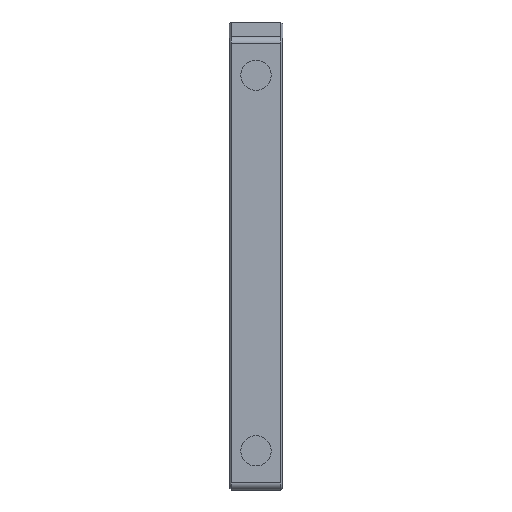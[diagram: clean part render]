
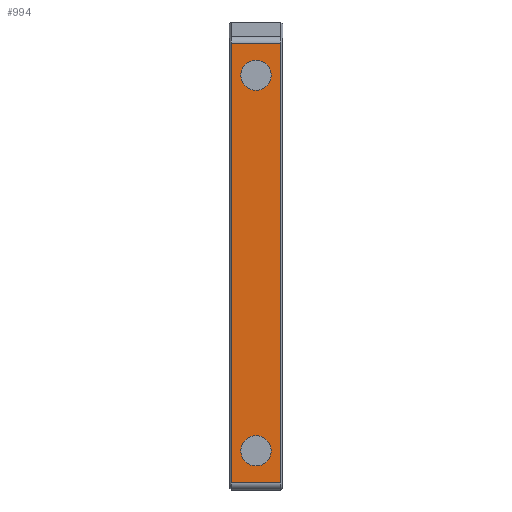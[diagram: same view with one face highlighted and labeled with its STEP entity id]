
A CAD part, front view. The second image highlights one B-rep face of the part: STEP entity #994.
In plain terms, the highlighted planar face has unit normal (0, -1, 0).
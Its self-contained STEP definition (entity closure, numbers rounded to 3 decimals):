
#49 = ORIENTED_EDGE ( 'NONE', *, *, #933, .T. ) ;
#61 = LINE ( 'NONE', #1588, #829 ) ;
#126 = VERTEX_POINT ( 'NONE', #1661 ) ;
#130 = DIRECTION ( 'NONE',  ( 0., -1., 0. ) ) ;
#150 = CARTESIAN_POINT ( 'NONE',  ( 14.5, 0., -27.144 ) ) ;
#153 = EDGE_CURVE ( 'NONE', #1440, #942, #1350, .T. ) ;
#228 = DIRECTION ( 'NONE',  ( 0., -1., 0. ) ) ;
#232 = CARTESIAN_POINT ( 'NONE',  ( 0.5, 0., 96.301 ) ) ;
#241 = DIRECTION ( 'NONE',  ( 0., -1., 0. ) ) ;
#252 = DIRECTION ( 'NONE',  ( 0., 1., 0. ) ) ;
#287 = VERTEX_POINT ( 'NONE', #1749 ) ;
#289 = ORIENTED_EDGE ( 'NONE', *, *, #1282, .T. ) ;
#403 = ORIENTED_EDGE ( 'NONE', *, *, #1343, .T. ) ;
#409 = CIRCLE ( 'NONE', #513, 4.25 ) ;
#418 = FACE_BOUND ( 'NONE', #732, .T. ) ;
#427 = CARTESIAN_POINT ( 'NONE',  ( 7.5, 0., 91.551 ) ) ;
#441 = EDGE_CURVE ( 'NONE', #1428, #999, #1852, .T. ) ;
#481 = CARTESIAN_POINT ( 'NONE',  ( 7.5, 0., -18.144 ) ) ;
#504 = CIRCLE ( 'NONE', #996, 4.25 ) ;
#513 = AXIS2_PLACEMENT_3D ( 'NONE', #1754, #241, #2098 ) ;
#531 = ORIENTED_EDGE ( 'NONE', *, *, #441, .F. ) ;
#706 = ORIENTED_EDGE ( 'NONE', *, *, #153, .F. ) ;
#729 = VERTEX_POINT ( 'NONE', #232 ) ;
#732 = EDGE_LOOP ( 'NONE', ( #531, #1637 ) ) ;
#737 = DIRECTION ( 'NONE',  ( 0., 0., -1. ) ) ;
#747 = DIRECTION ( 'NONE',  ( 0., 0., -1. ) ) ;
#773 = CARTESIAN_POINT ( 'NONE',  ( 7.5, 0., -22.394 ) ) ;
#780 = CARTESIAN_POINT ( 'NONE',  ( 7.5, 0., 87.301 ) ) ;
#829 = VECTOR ( 'NONE', #1764, 1000. ) ;
#903 = LINE ( 'NONE', #1577, #1747 ) ;
#924 = PLANE ( 'NONE',  #1427 ) ;
#933 = EDGE_CURVE ( 'NONE', #729, #287, #903, .T. ) ;
#942 = VERTEX_POINT ( 'NONE', #773 ) ;
#964 = EDGE_CURVE ( 'NONE', #999, #1428, #409, .T. ) ;
#975 = DIRECTION ( 'NONE',  ( 0., 0., -1. ) ) ;
#994 = ADVANCED_FACE ( 'NONE', ( #418, #1084, #1270 ), #924, .F. ) ;
#996 = AXIS2_PLACEMENT_3D ( 'NONE', #1755, #228, #747 ) ;
#999 = VERTEX_POINT ( 'NONE', #427 ) ;
#1084 = FACE_BOUND ( 'NONE', #1455, .T. ) ;
#1110 = ORIENTED_EDGE ( 'NONE', *, *, #2016, .F. ) ;
#1253 = LINE ( 'NONE', #1793, #1255 ) ;
#1255 = VECTOR ( 'NONE', #1592, 1000. ) ;
#1270 = FACE_OUTER_BOUND ( 'NONE', #1914, .T. ) ;
#1282 = EDGE_CURVE ( 'NONE', #1524, #126, #1336, .T. ) ;
#1336 = LINE ( 'NONE', #2022, #1759 ) ;
#1343 = EDGE_CURVE ( 'NONE', #287, #1524, #61, .T. ) ;
#1350 = CIRCLE ( 'NONE', #1746, 4.25 ) ;
#1353 = DIRECTION ( 'NONE',  ( 0., -1., 0. ) ) ;
#1357 = DIRECTION ( 'NONE',  ( 0., 0., 1. ) ) ;
#1427 = AXIS2_PLACEMENT_3D ( 'NONE', #1766, #252, #1599 ) ;
#1428 = VERTEX_POINT ( 'NONE', #2073 ) ;
#1440 = VERTEX_POINT ( 'NONE', #1751 ) ;
#1452 = ORIENTED_EDGE ( 'NONE', *, *, #1853, .T. ) ;
#1455 = EDGE_LOOP ( 'NONE', ( #1110, #706 ) ) ;
#1524 = VERTEX_POINT ( 'NONE', #150 ) ;
#1566 = AXIS2_PLACEMENT_3D ( 'NONE', #780, #130, #975 ) ;
#1577 = CARTESIAN_POINT ( 'NONE',  ( 0.5, 0., 177.515 ) ) ;
#1588 = CARTESIAN_POINT ( 'NONE',  ( 15., 0., -27.144 ) ) ;
#1592 = DIRECTION ( 'NONE',  ( -1., 0., 0. ) ) ;
#1599 = DIRECTION ( 'NONE',  ( 0., 0., 1. ) ) ;
#1637 = ORIENTED_EDGE ( 'NONE', *, *, #964, .F. ) ;
#1661 = CARTESIAN_POINT ( 'NONE',  ( 14.5, 0., 96.301 ) ) ;
#1746 = AXIS2_PLACEMENT_3D ( 'NONE', #481, #1353, #2037 ) ;
#1747 = VECTOR ( 'NONE', #737, 1000. ) ;
#1749 = CARTESIAN_POINT ( 'NONE',  ( 0.5, 0., -27.144 ) ) ;
#1751 = CARTESIAN_POINT ( 'NONE',  ( 7.5, 0., -13.894 ) ) ;
#1754 = CARTESIAN_POINT ( 'NONE',  ( 7.5, 0., 87.301 ) ) ;
#1755 = CARTESIAN_POINT ( 'NONE',  ( 7.5, 0., -18.144 ) ) ;
#1759 = VECTOR ( 'NONE', #1357, 1000. ) ;
#1764 = DIRECTION ( 'NONE',  ( 1., 0., 0. ) ) ;
#1766 = CARTESIAN_POINT ( 'NONE',  ( 15., 0., 177.515 ) ) ;
#1793 = CARTESIAN_POINT ( 'NONE',  ( 15., 0., 96.301 ) ) ;
#1852 = CIRCLE ( 'NONE', #1566, 4.25 ) ;
#1853 = EDGE_CURVE ( 'NONE', #126, #729, #1253, .T. ) ;
#1914 = EDGE_LOOP ( 'NONE', ( #403, #289, #1452, #49 ) ) ;
#2016 = EDGE_CURVE ( 'NONE', #942, #1440, #504, .T. ) ;
#2022 = CARTESIAN_POINT ( 'NONE',  ( 14.5, 0., 96.301 ) ) ;
#2037 = DIRECTION ( 'NONE',  ( 0., 0., -1. ) ) ;
#2073 = CARTESIAN_POINT ( 'NONE',  ( 7.5, 0., 83.051 ) ) ;
#2098 = DIRECTION ( 'NONE',  ( 0., 0., -1. ) ) ;
